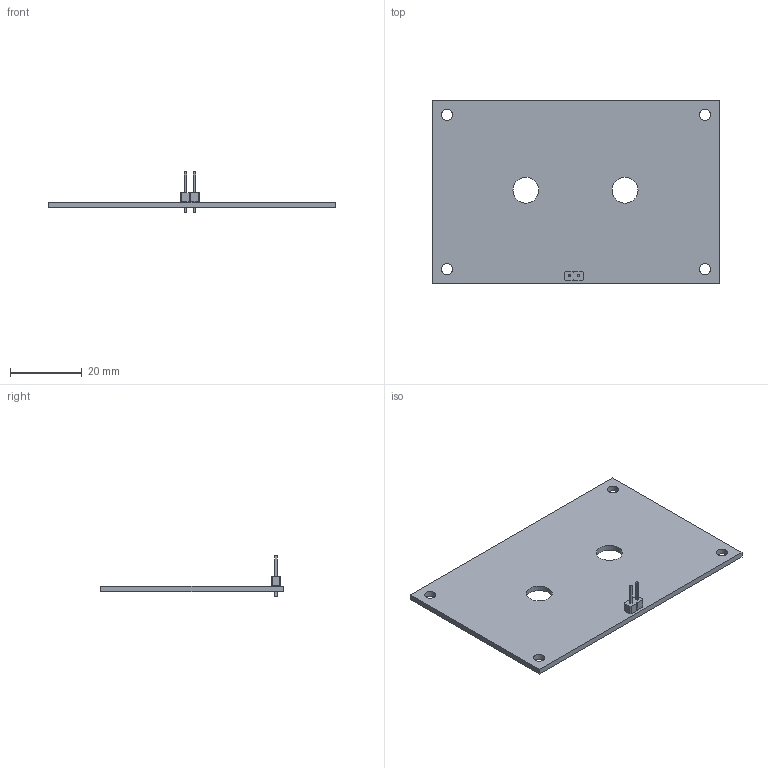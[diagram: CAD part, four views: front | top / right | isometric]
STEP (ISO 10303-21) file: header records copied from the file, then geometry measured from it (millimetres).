
FILE_DESCRIPTION(('KiCad electronic assembly'),'2;1');
FILE_NAME('U-core.step','2023-03-14T23:55:58',('Pcbnew'),('Kicad'), 'Open CASCADE STEP processor 7.6','KiCad to STEP converter','Unknown' );
FILE_SCHEMA(('AUTOMOTIVE_DESIGN { 1 0 10303 214 1 1 1 1 }'));
Length unit declared in the file: millimetre
Products named in the file (4): U-core 1; PinHeader_1x02_P2.54mm_Vertical; SOLID; PCB
Assembly tree (3 placements, depth 3):
  U-core 1
    PinHeader_1x02_P2.54mm_Vertical
      SOLID
    PCB
Bounding box: 80 x 51 x 11.54 mm (x, y, z)
Volume: 6303.8 mm3; surface area: 8597.1 mm2
Topology: 2 solids, 2 shells, 66 faces, 158 edges, 100 vertices
Faces by surface type: plane 58, cylinder 8
Full cylindrical faces by diameter (mm): 1 x2, 3.2 x4, 7.2 x2
Entity records: 4452 total; most frequent: CARTESIAN_POINT 740, DIRECTION 614, LINE 442, VECTOR 442, ORIENTED_EDGE 316, PCURVE 316, DEFINITIONAL_REPRESENTATION 316, EDGE_CURVE 158
